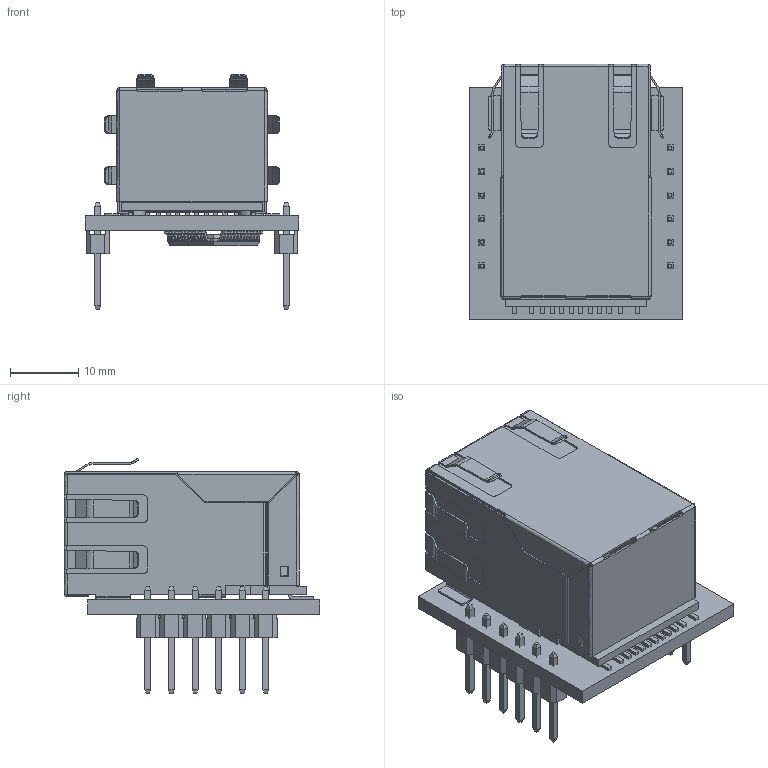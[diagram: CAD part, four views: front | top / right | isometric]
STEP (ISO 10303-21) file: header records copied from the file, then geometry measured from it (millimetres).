
FILE_DESCRIPTION(('FreeCAD Model'),'2;1');
FILE_NAME('Open CASCADE Shape Model','2025-04-26T08:17:35',('FreeCAD'),( 'FreeCAD'),'Open CASCADE STEP processor 7.6','FreeCAD','Unknown');
FILE_SCHEMA(('AUTOMOTIVE_DESIGN { 1 0 10303 214 1 1 1 1 }'));
Products named in the file (1): Open CASCADE STEP translator 7.6 1
Bounding box: 31.28 x 37.4 x 34.45 mm (x, y, z)
Volume: 8753.6 mm3; surface area: 19207.5 mm2
Topology: 98 solids, 98 shells, 2547 faces, 6676 edges, 4296 vertices
Faces by surface type: bspline 2547
Entity records: 73055 total; most frequent: CARTESIAN_POINT 32993, ORIENTED_EDGE 13352, EDGE_CURVE 6676, B_SPLINE_CURVE_WITH_KNOTS 5724, VERTEX_POINT 4296, FACE_BOUND 2632, EDGE_LOOP 2632, ADVANCED_FACE 2547
